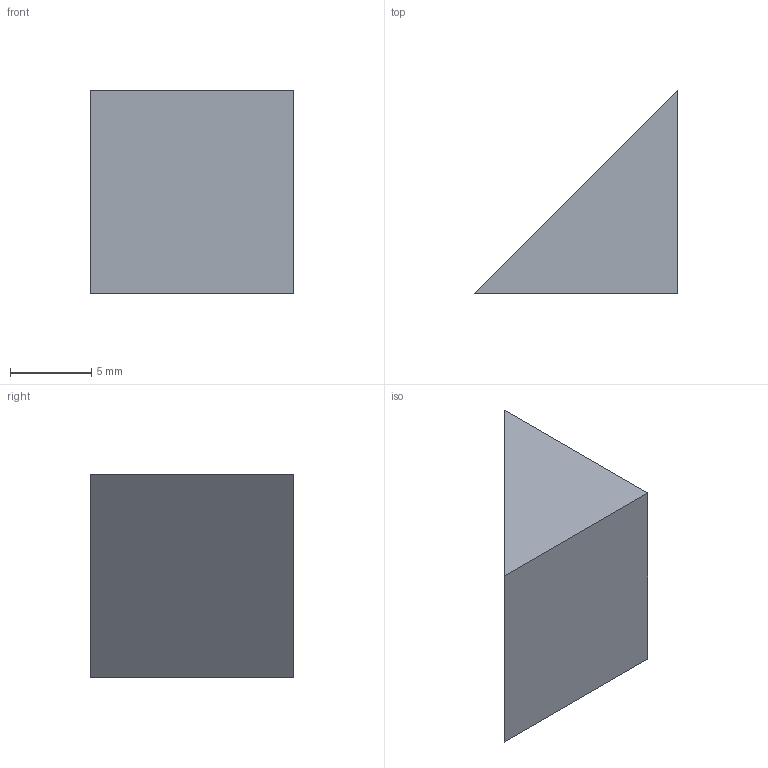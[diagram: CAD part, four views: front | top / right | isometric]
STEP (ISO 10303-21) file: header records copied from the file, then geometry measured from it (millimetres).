
FILE_DESCRIPTION (( 'STEP AP203' ), '1' );
FILE_NAME ('355505.STEP', '2019-07-22T06:02:09', ( '' ), ( '' ), 'SwSTEP 2.0', 'SolidWorks 2016', '' );
FILE_SCHEMA (( 'CONFIG_CONTROL_DESIGN' ));
Length unit declared in the file: millimetre
Products named in the file (2): 355505
Bounding box: 12.5 x 12.5 x 12.5 mm (x, y, z)
Volume: 976.6 mm3; surface area: 689.7 mm2
Topology: 1 solids, 1 shells, 5 faces, 9 edges, 6 vertices
Faces by surface type: plane 5
Entity records: 278 total; most frequent: DIRECTION 23, CARTESIAN_POINT 22, ORIENTED_EDGE 18, PERSON_AND_ORGANIZATION 16, LOCAL_TIME 10, DATE_AND_TIME 10, PERSON_AND_ORGANIZATION_ROLE 10, CC_DESIGN_PERSON_AND_ORGANIZATION_ASSIGNMENT 10
